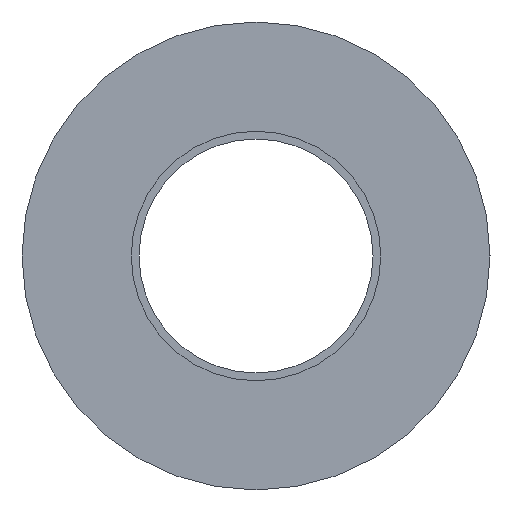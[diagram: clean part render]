
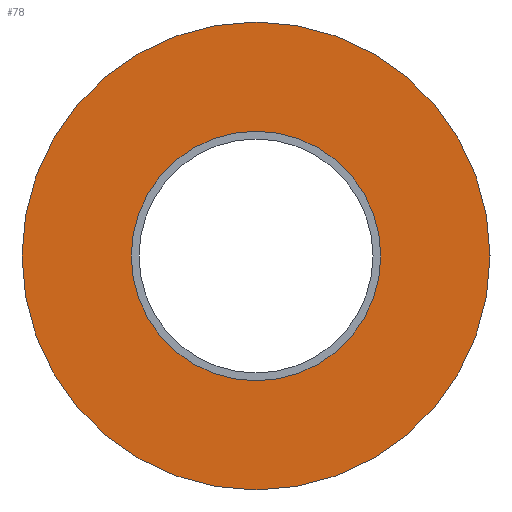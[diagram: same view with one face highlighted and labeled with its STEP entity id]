
A CAD part, left-side view. The second image highlights one B-rep face of the part: STEP entity #78.
In plain terms, the highlighted planar face has unit normal (-1, 0, 0).
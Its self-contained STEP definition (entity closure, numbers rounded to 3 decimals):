
#76 = EDGE_CURVE( '', #128, #112, #174, .T. );
#78 = ADVANCED_FACE( '', ( #176, #177 ), #178, .T. );
#96 = EDGE_CURVE( '', #138, #100, #197, .T. );
#100 = VERTEX_POINT( '', #201 );
#104 = EDGE_CURVE( '', #100, #138, #205, .T. );
#112 = VERTEX_POINT( '', #215 );
#126 = EDGE_CURVE( '', #112, #128, #232, .T. );
#128 = VERTEX_POINT( '', #234 );
#138 = VERTEX_POINT( '', #246 );
#174 = CIRCLE( '', #278, 1.6 );
#176 = FACE_BOUND( '', #280, .T. );
#177 = FACE_OUTER_BOUND( '', #281, .T. );
#178 = PLANE( '', #282 );
#197 = CIRCLE( '', #305, 3. );
#201 = CARTESIAN_POINT( '', ( 0., -3., 0. ) );
#205 = CIRCLE( '', #316, 3. );
#215 = CARTESIAN_POINT( '', ( 0., 1.6, 0. ) );
#232 = CIRCLE( '', #350, 1.6 );
#234 = CARTESIAN_POINT( '', ( 0., -1.6, 0. ) );
#246 = CARTESIAN_POINT( '', ( 0., 3., 0. ) );
#278 = AXIS2_PLACEMENT_3D( '', #386, #387, #388 );
#280 = EDGE_LOOP( '', ( #390, #391 ) );
#281 = EDGE_LOOP( '', ( #392, #393 ) );
#282 = AXIS2_PLACEMENT_3D( '', #394, #395, #396 );
#305 = AXIS2_PLACEMENT_3D( '', #409, #410, #411 );
#316 = AXIS2_PLACEMENT_3D( '', #418, #419, #420 );
#350 = AXIS2_PLACEMENT_3D( '', #460, #461, #462 );
#386 = CARTESIAN_POINT( '', ( 0., 0., 0. ) );
#387 = DIRECTION( '', ( -1., 0., 0. ) );
#388 = DIRECTION( '', ( 0., 1., 0. ) );
#390 = ORIENTED_EDGE( '', *, *, #126, .F. );
#391 = ORIENTED_EDGE( '', *, *, #76, .F. );
#392 = ORIENTED_EDGE( '', *, *, #96, .T. );
#393 = ORIENTED_EDGE( '', *, *, #104, .T. );
#394 = CARTESIAN_POINT( '', ( 0., 2.3, 0. ) );
#395 = DIRECTION( '', ( -1., 0., 0. ) );
#396 = DIRECTION( '', ( 0., 1., 0. ) );
#409 = CARTESIAN_POINT( '', ( 0., 0., 0. ) );
#410 = DIRECTION( '', ( -1., 0., 0. ) );
#411 = DIRECTION( '', ( 0., 1., 0. ) );
#418 = CARTESIAN_POINT( '', ( 0., 0., 0. ) );
#419 = DIRECTION( '', ( -1., 0., 0. ) );
#420 = DIRECTION( '', ( 0., 1., 0. ) );
#460 = CARTESIAN_POINT( '', ( 0., 0., 0. ) );
#461 = DIRECTION( '', ( -1., 0., 0. ) );
#462 = DIRECTION( '', ( 0., 1., 0. ) );
